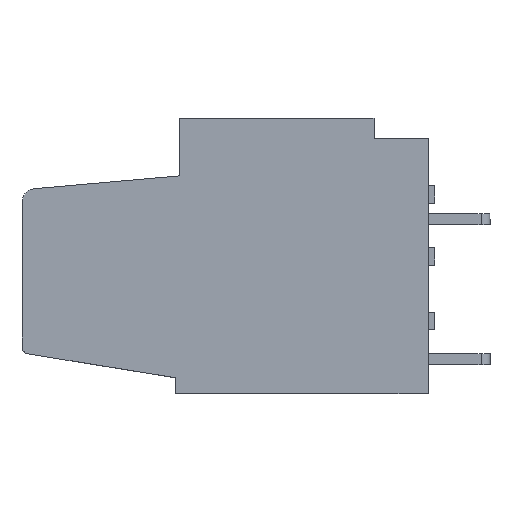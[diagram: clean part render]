
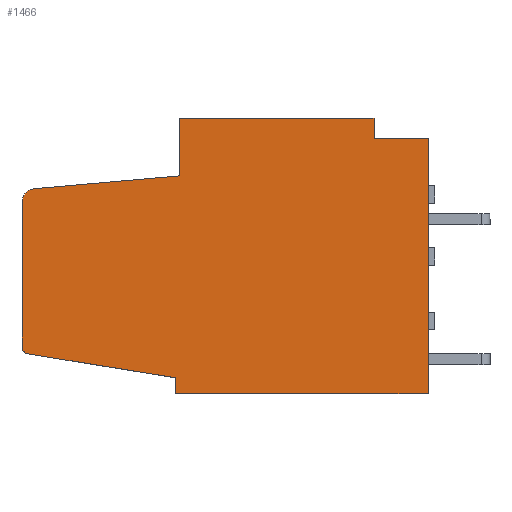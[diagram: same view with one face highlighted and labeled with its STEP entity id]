
A CAD part, left-side view. The second image highlights one B-rep face of the part: STEP entity #1466.
In plain terms, the highlighted planar face has unit normal (-1, 0, 0).
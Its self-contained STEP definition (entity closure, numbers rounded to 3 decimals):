
#31 = CARTESIAN_POINT ( 'NONE',  ( -30.49, 32.969, -11.142 ) ) ;
#48 = DIRECTION ( 'NONE',  ( 0., 0., -1. ) ) ;
#83 = ORIENTED_EDGE ( 'NONE', *, *, #1951, .T. ) ;
#119 = CARTESIAN_POINT ( 'NONE',  ( -30.49, 29.042, -29.669 ) ) ;
#220 = ORIENTED_EDGE ( 'NONE', *, *, #5002, .T. ) ;
#262 = EDGE_LOOP ( 'NONE', ( #911, #2453, #83, #5513, #4601, #1732, #602, #3204, #5374, #912, #220, #3161 ) ) ;
#332 = EDGE_CURVE ( 'NONE', #1657, #4428, #1588, .T. ) ;
#439 = VECTOR ( 'NONE', #2171, 1000. ) ;
#549 = LINE ( 'NONE', #1160, #1281 ) ;
#576 = CARTESIAN_POINT ( 'NONE',  ( -30.49, 47.087, -9.669 ) ) ;
#588 = DIRECTION ( 'NONE',  ( 0., 0., 1. ) ) ;
#602 = ORIENTED_EDGE ( 'NONE', *, *, #3875, .T. ) ;
#690 = DIRECTION ( 'NONE',  ( 0., 0., 1. ) ) ;
#745 = CIRCLE ( 'NONE', #5266, 1. ) ;
#791 = CARTESIAN_POINT ( 'NONE',  ( -30.49, 32.969, -9.669 ) ) ;
#798 = PLANE ( 'NONE',  #4532 ) ;
#911 = ORIENTED_EDGE ( 'NONE', *, *, #4251, .T. ) ;
#912 = ORIENTED_EDGE ( 'NONE', *, *, #5986, .T. ) ;
#947 = CARTESIAN_POINT ( 'NONE',  ( -30.49, 58.122, -26.777 ) ) ;
#1091 = CARTESIAN_POINT ( 'NONE',  ( -30.49, 47.386, -28.515 ) ) ;
#1160 = CARTESIAN_POINT ( 'NONE',  ( -30.49, 58.542, -15.775 ) ) ;
#1281 = VECTOR ( 'NONE', #4570, 1000. ) ;
#1357 = VECTOR ( 'NONE', #1387, 1000. ) ;
#1379 = VERTEX_POINT ( 'NONE', #5042 ) ;
#1387 = DIRECTION ( 'NONE',  ( 0., -0.987, -0.16 ) ) ;
#1466 = ADVANCED_FACE ( 'NONE', ( #4704 ), #798, .T. ) ;
#1482 = LINE ( 'NONE', #5938, #3671 ) ;
#1490 = VERTEX_POINT ( 'NONE', #6166 ) ;
#1499 = EDGE_CURVE ( 'NONE', #1490, #6033, #4997, .T. ) ;
#1578 = VECTOR ( 'NONE', #5901, 1000. ) ;
#1588 = CIRCLE ( 'NONE', #5695, 0.5 ) ;
#1657 = VERTEX_POINT ( 'NONE', #3489 ) ;
#1732 = ORIENTED_EDGE ( 'NONE', *, *, #4042, .T. ) ;
#1756 = DIRECTION ( 'NONE',  ( -1., 0., 0. ) ) ;
#1917 = EDGE_CURVE ( 'NONE', #5166, #1657, #549, .T. ) ;
#1951 = EDGE_CURVE ( 'NONE', #6033, #5166, #745, .T. ) ;
#2039 = LINE ( 'NONE', #947, #1357 ) ;
#2070 = VECTOR ( 'NONE', #588, 1000. ) ;
#2108 = VECTOR ( 'NONE', #3210, 1000. ) ;
#2171 = DIRECTION ( 'NONE',  ( 0., 1., 0. ) ) ;
#2391 = DIRECTION ( 'NONE',  ( -1., 0., 0. ) ) ;
#2453 = ORIENTED_EDGE ( 'NONE', *, *, #1499, .T. ) ;
#2544 = CARTESIAN_POINT ( 'NONE',  ( -30.49, 47.386, -29.669 ) ) ;
#2690 = EDGE_CURVE ( 'NONE', #5436, #4168, #5943, .T. ) ;
#2744 = DIRECTION ( 'NONE',  ( 0., 0.996, -0.088 ) ) ;
#2910 = VERTEX_POINT ( 'NONE', #3749 ) ;
#3161 = ORIENTED_EDGE ( 'NONE', *, *, #5140, .T. ) ;
#3203 = EDGE_CURVE ( 'NONE', #4168, #1379, #3345, .T. ) ;
#3204 = ORIENTED_EDGE ( 'NONE', *, *, #2690, .T. ) ;
#3210 = DIRECTION ( 'NONE',  ( 0., 1., 0. ) ) ;
#3224 = CARTESIAN_POINT ( 'NONE',  ( -30.49, 47.087, -9.669 ) ) ;
#3273 = CARTESIAN_POINT ( 'NONE',  ( -30.49, 57.542, -15.775 ) ) ;
#3293 = CARTESIAN_POINT ( 'NONE',  ( -30.49, 29.042, -29.669 ) ) ;
#3345 = LINE ( 'NONE', #119, #2070 ) ;
#3489 = CARTESIAN_POINT ( 'NONE',  ( -30.49, 58.542, -26.283 ) ) ;
#3613 = DIRECTION ( 'NONE',  ( -1., 0., 0. ) ) ;
#3671 = VECTOR ( 'NONE', #690, 1000. ) ;
#3685 = CARTESIAN_POINT ( 'NONE',  ( -30.49, 58.542, -15.775 ) ) ;
#3749 = CARTESIAN_POINT ( 'NONE',  ( -30.49, 47.386, -28.515 ) ) ;
#3875 = EDGE_CURVE ( 'NONE', #2910, #5436, #5147, .T. ) ;
#3899 = LINE ( 'NONE', #791, #439 ) ;
#3965 = CARTESIAN_POINT ( 'NONE',  ( -30.49, 58.122, -26.777 ) ) ;
#4042 = EDGE_CURVE ( 'NONE', #4428, #2910, #2039, .T. ) ;
#4140 = CARTESIAN_POINT ( 'NONE',  ( -30.49, 29.042, -11.142 ) ) ;
#4168 = VERTEX_POINT ( 'NONE', #3293 ) ;
#4218 = CARTESIAN_POINT ( 'NONE',  ( -30.49, 47.386, -29.669 ) ) ;
#4235 = CARTESIAN_POINT ( 'NONE',  ( -30.49, 57.63, -14.779 ) ) ;
#4251 = EDGE_CURVE ( 'NONE', #4584, #1490, #5519, .T. ) ;
#4406 = CARTESIAN_POINT ( 'NONE',  ( -30.49, 32.969, -9.669 ) ) ;
#4428 = VERTEX_POINT ( 'NONE', #3965 ) ;
#4532 = AXIS2_PLACEMENT_3D ( 'NONE', #3273, #1756, #6102 ) ;
#4570 = DIRECTION ( 'NONE',  ( 0., 0., -1. ) ) ;
#4584 = VERTEX_POINT ( 'NONE', #3224 ) ;
#4601 = ORIENTED_EDGE ( 'NONE', *, *, #332, .T. ) ;
#4606 = VECTOR ( 'NONE', #48, 1000. ) ;
#4675 = VECTOR ( 'NONE', #5494, 1000. ) ;
#4704 = FACE_OUTER_BOUND ( 'NONE', #262, .T. ) ;
#4806 = DIRECTION ( 'NONE',  ( 0., 0., 1. ) ) ;
#4903 = VERTEX_POINT ( 'NONE', #4406 ) ;
#4997 = LINE ( 'NONE', #5172, #5890 ) ;
#5002 = EDGE_CURVE ( 'NONE', #6239, #4903, #1482, .T. ) ;
#5042 = CARTESIAN_POINT ( 'NONE',  ( -30.49, 29.042, -11.142 ) ) ;
#5054 = LINE ( 'NONE', #4140, #2108 ) ;
#5104 = DIRECTION ( 'NONE',  ( 0., 0., 1. ) ) ;
#5140 = EDGE_CURVE ( 'NONE', #4903, #4584, #3899, .T. ) ;
#5147 = LINE ( 'NONE', #1091, #1578 ) ;
#5166 = VERTEX_POINT ( 'NONE', #3685 ) ;
#5172 = CARTESIAN_POINT ( 'NONE',  ( -30.49, 47.087, -13.848 ) ) ;
#5266 = AXIS2_PLACEMENT_3D ( 'NONE', #5979, #3613, #5104 ) ;
#5374 = ORIENTED_EDGE ( 'NONE', *, *, #3203, .T. ) ;
#5436 = VERTEX_POINT ( 'NONE', #4218 ) ;
#5494 = DIRECTION ( 'NONE',  ( 0., -1., 0. ) ) ;
#5513 = ORIENTED_EDGE ( 'NONE', *, *, #1917, .T. ) ;
#5519 = LINE ( 'NONE', #576, #4606 ) ;
#5695 = AXIS2_PLACEMENT_3D ( 'NONE', #6195, #2391, #4806 ) ;
#5890 = VECTOR ( 'NONE', #2744, 1000. ) ;
#5901 = DIRECTION ( 'NONE',  ( 0., 0., -1. ) ) ;
#5938 = CARTESIAN_POINT ( 'NONE',  ( -30.49, 32.969, -11.142 ) ) ;
#5943 = LINE ( 'NONE', #2544, #4675 ) ;
#5979 = CARTESIAN_POINT ( 'NONE',  ( -30.49, 57.542, -15.775 ) ) ;
#5986 = EDGE_CURVE ( 'NONE', #1379, #6239, #5054, .T. ) ;
#6033 = VERTEX_POINT ( 'NONE', #4235 ) ;
#6102 = DIRECTION ( 'NONE',  ( 0., 0., 1. ) ) ;
#6166 = CARTESIAN_POINT ( 'NONE',  ( -30.49, 47.087, -13.848 ) ) ;
#6195 = CARTESIAN_POINT ( 'NONE',  ( -30.49, 58.042, -26.283 ) ) ;
#6239 = VERTEX_POINT ( 'NONE', #31 ) ;
